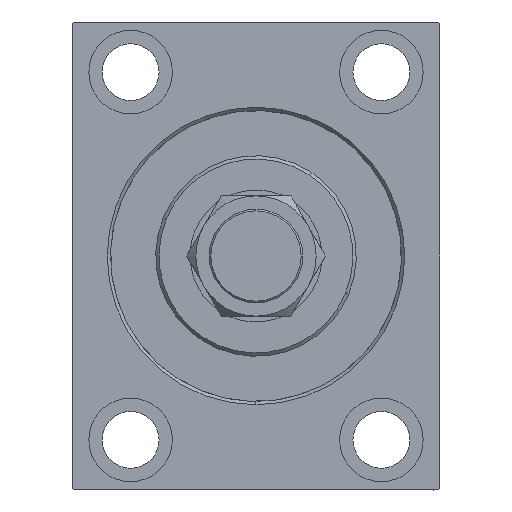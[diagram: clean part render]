
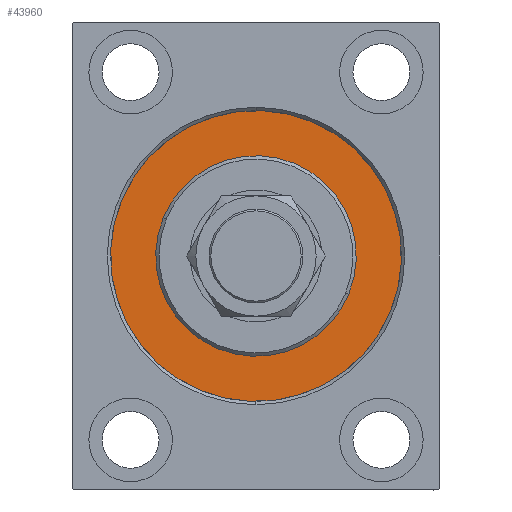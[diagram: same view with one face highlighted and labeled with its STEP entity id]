
A CAD part, left-side view. The second image highlights one B-rep face of the part: STEP entity #43960.
In plain terms, the highlighted face is planar.
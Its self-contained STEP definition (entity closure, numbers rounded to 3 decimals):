
#542 = EDGE_CURVE ( 'NONE', #4217, #11191, #1100, .T. ) ;
#1079 = AXIS2_PLACEMENT_3D ( 'NONE', #44611, #13903, #23444 ) ;
#1100 = CIRCLE ( 'NONE', #32734, 30. ) ;
#2015 = PLANE ( 'NONE',  #1079 ) ;
#2516 = AXIS2_PLACEMENT_3D ( 'NONE', #37410, #16698, #16231 ) ;
#2894 = EDGE_CURVE ( 'NONE', #14654, #20049, #4706, .T. ) ;
#4217 = VERTEX_POINT ( 'NONE', #34333 ) ;
#4706 = CIRCLE ( 'NONE', #2516, 43.5 ) ;
#5664 = ORIENTED_EDGE ( 'NONE', *, *, #542, .F. ) ;
#6807 = DIRECTION ( 'NONE',  ( 1., 0., 0. ) ) ;
#7162 = DIRECTION ( 'NONE',  ( 0., 0., 1. ) ) ;
#8675 = CARTESIAN_POINT ( 'NONE',  ( 0., 0., 0. ) ) ;
#10847 = ORIENTED_EDGE ( 'NONE', *, *, #28504, .F. ) ;
#11191 = VERTEX_POINT ( 'NONE', #45150 ) ;
#13641 = EDGE_CURVE ( 'NONE', #20049, #14654, #30013, .T. ) ;
#13903 = DIRECTION ( 'NONE',  ( -1., 0., 0. ) ) ;
#14455 = DIRECTION ( 'NONE',  ( 1., 0., 0. ) ) ;
#14654 = VERTEX_POINT ( 'NONE', #32499 ) ;
#16231 = DIRECTION ( 'NONE',  ( 0., 0., 1. ) ) ;
#16698 = DIRECTION ( 'NONE',  ( -1., 0., 0. ) ) ;
#17233 = DIRECTION ( 'NONE',  ( 0., 0., -1. ) ) ;
#18166 = EDGE_LOOP ( 'NONE', ( #10847, #5664 ) ) ;
#20049 = VERTEX_POINT ( 'NONE', #37727 ) ;
#20721 = CARTESIAN_POINT ( 'NONE',  ( 0., 0., 0. ) ) ;
#22853 = CIRCLE ( 'NONE', #26502, 30. ) ;
#23444 = DIRECTION ( 'NONE',  ( 0., 0., 1. ) ) ;
#23761 = EDGE_LOOP ( 'NONE', ( #39085, #29670 ) ) ;
#25623 = AXIS2_PLACEMENT_3D ( 'NONE', #8675, #32264, #7162 ) ;
#26502 = AXIS2_PLACEMENT_3D ( 'NONE', #20721, #14455, #17233 ) ;
#28504 = EDGE_CURVE ( 'NONE', #11191, #4217, #22853, .T. ) ;
#29670 = ORIENTED_EDGE ( 'NONE', *, *, #2894, .F. ) ;
#30013 = CIRCLE ( 'NONE', #25623, 43.5 ) ;
#31413 = FACE_BOUND ( 'NONE', #18166, .T. ) ;
#31442 = DIRECTION ( 'NONE',  ( 0., 0., -1. ) ) ;
#32264 = DIRECTION ( 'NONE',  ( -1., 0., 0. ) ) ;
#32499 = CARTESIAN_POINT ( 'NONE',  ( 0., 0., 43.5 ) ) ;
#32734 = AXIS2_PLACEMENT_3D ( 'NONE', #38352, #6807, #31442 ) ;
#34333 = CARTESIAN_POINT ( 'NONE',  ( 0., 0., -30. ) ) ;
#37410 = CARTESIAN_POINT ( 'NONE',  ( 0., 0., 0. ) ) ;
#37727 = CARTESIAN_POINT ( 'NONE',  ( 0., 0., -43.5 ) ) ;
#38352 = CARTESIAN_POINT ( 'NONE',  ( 0., 0., 0. ) ) ;
#39085 = ORIENTED_EDGE ( 'NONE', *, *, #13641, .F. ) ;
#43960 = ADVANCED_FACE ( 'NONE', ( #31413, #45462 ), #2015, .F. ) ;
#44611 = CARTESIAN_POINT ( 'NONE',  ( 0., 0., 0. ) ) ;
#45150 = CARTESIAN_POINT ( 'NONE',  ( 0., 0., 30. ) ) ;
#45462 = FACE_OUTER_BOUND ( 'NONE', #23761, .T. ) ;
